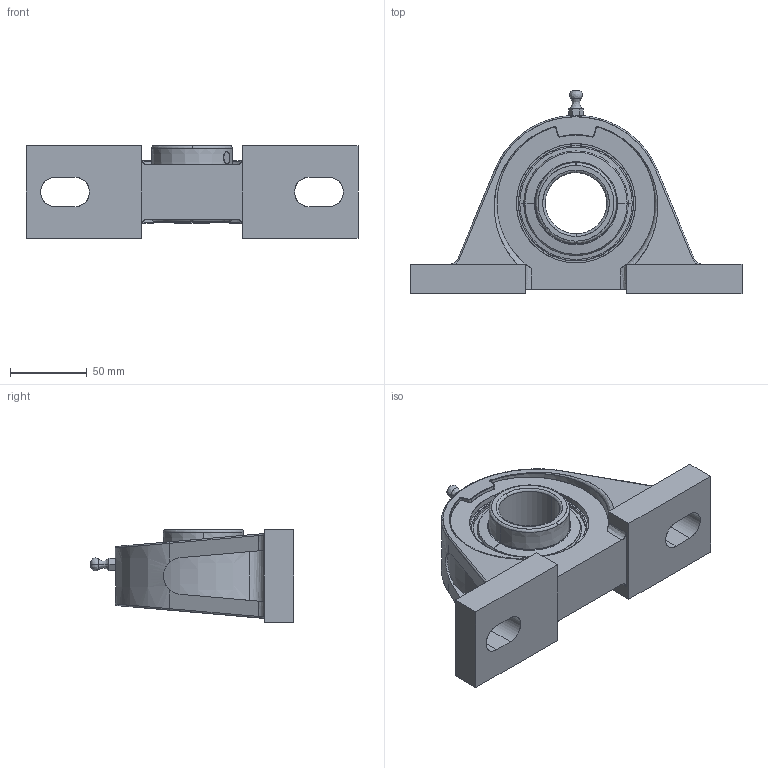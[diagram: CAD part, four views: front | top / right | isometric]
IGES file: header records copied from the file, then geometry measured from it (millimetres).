
Start section: SolidWorks IGES file using analytic representation for surfaces
Global section: file name: SPDEFAU08122027387373.igs; native system: SolidWorks 2017; preprocessor: SolidWorks 2017; author: partstream; date: 170812.202742; units: millimetre
Bounding box: 215.9 x 132.22 x 60.33 mm (x, y, z)
Surface area: 85269.9 mm2 (no closed solid volume)
Topology: 0 solids, 0 shells, 183 faces, 2784 edges, 2788 vertices
Faces by surface type: revolution 102, bspline 81
